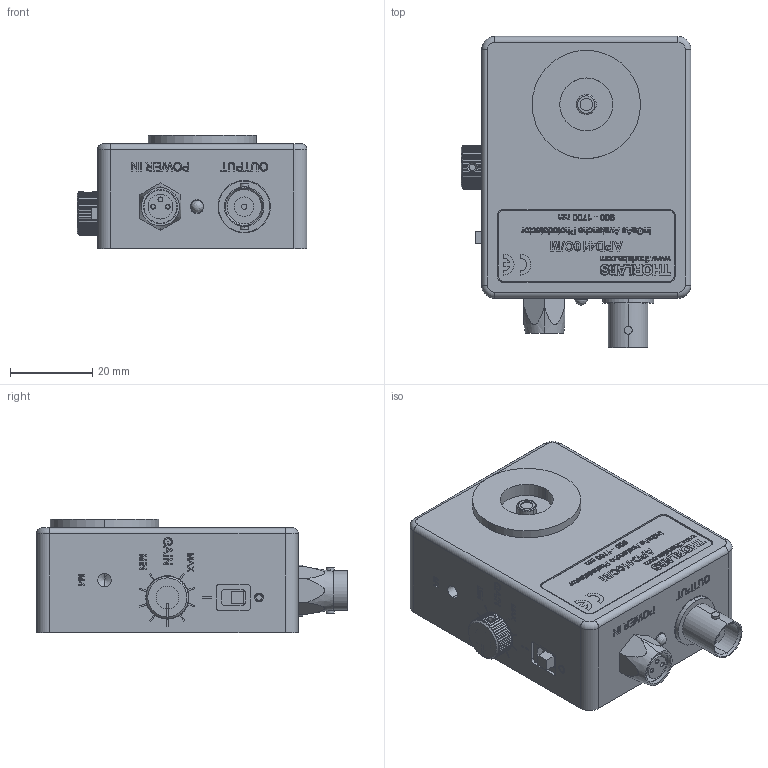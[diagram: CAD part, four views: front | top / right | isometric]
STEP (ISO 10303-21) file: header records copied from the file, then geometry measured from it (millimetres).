
FILE_DESCRIPTION (( 'STEP AP214' ), '1' );
FILE_NAME ('MTN005412.STEP', '2015-09-29T15:14:33', ( 'tempinstall' ), ( '' ), 'SwSTEP 2.0', 'SolidWorks 2014', '' );
FILE_SCHEMA (( 'AUTOMOTIVE_DESIGN' ));
Length unit declared in the file: millimetre
Products named in the file (1): MTN005412
Bounding box: 55.8 x 75.46 x 27.43 mm (x, y, z)
Surface area: 30099.8 mm2 (no closed solid volume)
Topology: 0 solids, 15 shells, 2374 faces, 6232 edges, 4088 vertices
Faces by surface type: plane 1279, bspline 557, cylinder 436, cone 89, sphere 7, torus 6
Entity records: 123792 total; most frequent: CARTESIAN_POINT 42520, ORIENTED_EDGE 12364, DIRECTION 9485, EDGE_CURVE 6182, VERTEX_POINT 4077, VECTOR 4067, LINE 4067, AXIS2_PLACEMENT_3D 2709
